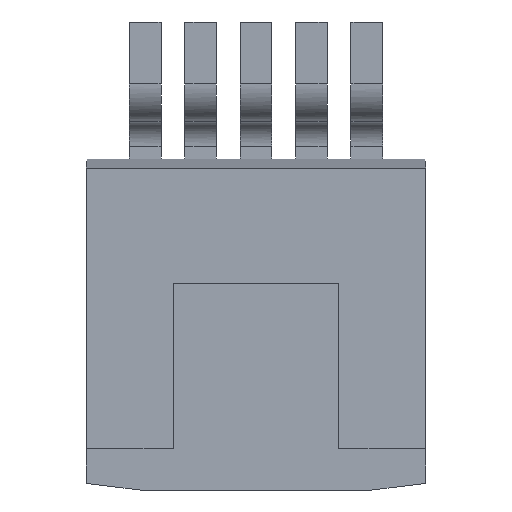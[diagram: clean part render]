
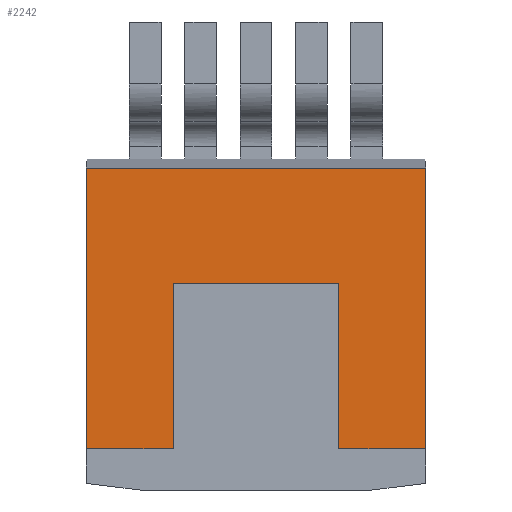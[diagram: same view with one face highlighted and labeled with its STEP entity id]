
A CAD part, front view. The second image highlights one B-rep face of the part: STEP entity #2242.
In plain terms, the highlighted planar face has unit normal (0, -1, 0).
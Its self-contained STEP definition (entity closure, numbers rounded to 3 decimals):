
#151 = CARTESIAN_POINT ( 'NONE',  ( 2.54, 0., 0.055 ) ) ;
#197 = DIRECTION ( 'NONE',  ( 0., 0., 1. ) ) ;
#337 = VERTEX_POINT ( 'NONE', #1559 ) ;
#608 = ORIENTED_EDGE ( 'NONE', *, *, #3978, .F. ) ;
#724 = CARTESIAN_POINT ( 'NONE',  ( -5.205, 0., -3.81 ) ) ;
#744 = EDGE_CURVE ( 'NONE', #4670, #4633, #8321, .T. ) ;
#757 = EDGE_CURVE ( 'NONE', #1205, #8031, #5605, .T. ) ;
#798 = EDGE_CURVE ( 'NONE', #4633, #337, #2662, .T. ) ;
#1132 = LINE ( 'NONE', #7439, #6483 ) ;
#1205 = VERTEX_POINT ( 'NONE', #2742 ) ;
#1424 = VERTEX_POINT ( 'NONE', #7217 ) ;
#1559 = CARTESIAN_POINT ( 'NONE',  ( 2.54, 0., -3.81 ) ) ;
#1576 = VECTOR ( 'NONE', #1728, 1000. ) ;
#1613 = CARTESIAN_POINT ( 'NONE',  ( 0., 0., 4.803 ) ) ;
#1728 = DIRECTION ( 'NONE',  ( -1., 0., 0. ) ) ;
#1900 = ORIENTED_EDGE ( 'NONE', *, *, #3620, .T. ) ;
#2120 = EDGE_CURVE ( 'NONE', #3520, #1424, #6923, .T. ) ;
#2171 = CARTESIAN_POINT ( 'NONE',  ( -2.54, 0., -3.81 ) ) ;
#2242 = ADVANCED_FACE ( 'NONE', ( #8592 ), #4540, .T. ) ;
#2256 = VECTOR ( 'NONE', #6122, 1000. ) ;
#2662 = LINE ( 'NONE', #151, #5204 ) ;
#2742 = CARTESIAN_POINT ( 'NONE',  ( -5.205, 0., -3.81 ) ) ;
#2987 = CARTESIAN_POINT ( 'NONE',  ( 5.205, 0., 4.803 ) ) ;
#3023 = ORIENTED_EDGE ( 'NONE', *, *, #744, .T. ) ;
#3047 = CARTESIAN_POINT ( 'NONE',  ( -2.54, 0., 0.055 ) ) ;
#3307 = VECTOR ( 'NONE', #6184, 1000. ) ;
#3402 = EDGE_CURVE ( 'NONE', #337, #4202, #5102, .T. ) ;
#3485 = DIRECTION ( 'NONE',  ( 0., 0., -1. ) ) ;
#3520 = VERTEX_POINT ( 'NONE', #2987 ) ;
#3550 = EDGE_LOOP ( 'NONE', ( #7191, #5742, #7189, #608, #5147, #1900, #3023, #7869 ) ) ;
#3620 = EDGE_CURVE ( 'NONE', #8031, #4670, #4366, .T. ) ;
#3978 = EDGE_CURVE ( 'NONE', #1205, #1424, #7258, .T. ) ;
#4165 = CARTESIAN_POINT ( 'NONE',  ( -5.205, 0., -4.877 ) ) ;
#4202 = VERTEX_POINT ( 'NONE', #7858 ) ;
#4215 = CARTESIAN_POINT ( 'NONE',  ( 2.54, 0., 1.27 ) ) ;
#4366 = LINE ( 'NONE', #3047, #7802 ) ;
#4540 = PLANE ( 'NONE',  #6738 ) ;
#4633 = VERTEX_POINT ( 'NONE', #4215 ) ;
#4670 = VERTEX_POINT ( 'NONE', #5666 ) ;
#4809 = DIRECTION ( 'NONE',  ( 1., 0., 0. ) ) ;
#5057 = DIRECTION ( 'NONE',  ( 0., 0., 1. ) ) ;
#5102 = LINE ( 'NONE', #724, #2256 ) ;
#5147 = ORIENTED_EDGE ( 'NONE', *, *, #757, .T. ) ;
#5204 = VECTOR ( 'NONE', #8202, 1000. ) ;
#5605 = LINE ( 'NONE', #6040, #6228 ) ;
#5666 = CARTESIAN_POINT ( 'NONE',  ( -2.54, 0., 1.27 ) ) ;
#5742 = ORIENTED_EDGE ( 'NONE', *, *, #6703, .F. ) ;
#5896 = DIRECTION ( 'NONE',  ( 1., 0., 0. ) ) ;
#6040 = CARTESIAN_POINT ( 'NONE',  ( -5.205, 0., -3.81 ) ) ;
#6122 = DIRECTION ( 'NONE',  ( 1., 0., 0. ) ) ;
#6184 = DIRECTION ( 'NONE',  ( 1., 0., 0. ) ) ;
#6228 = VECTOR ( 'NONE', #4809, 1000. ) ;
#6239 = CARTESIAN_POINT ( 'NONE',  ( 0., 0., 1.27 ) ) ;
#6483 = VECTOR ( 'NONE', #3485, 1000. ) ;
#6703 = EDGE_CURVE ( 'NONE', #3520, #4202, #1132, .T. ) ;
#6738 = AXIS2_PLACEMENT_3D ( 'NONE', #8471, #7201, #5896 ) ;
#6923 = LINE ( 'NONE', #1613, #1576 ) ;
#7189 = ORIENTED_EDGE ( 'NONE', *, *, #2120, .T. ) ;
#7191 = ORIENTED_EDGE ( 'NONE', *, *, #3402, .T. ) ;
#7201 = DIRECTION ( 'NONE',  ( 0., -1., 0. ) ) ;
#7217 = CARTESIAN_POINT ( 'NONE',  ( -5.205, 0., 4.803 ) ) ;
#7258 = LINE ( 'NONE', #4165, #7474 ) ;
#7439 = CARTESIAN_POINT ( 'NONE',  ( 5.205, 0., 5.08 ) ) ;
#7474 = VECTOR ( 'NONE', #197, 1000. ) ;
#7802 = VECTOR ( 'NONE', #5057, 1000. ) ;
#7858 = CARTESIAN_POINT ( 'NONE',  ( 5.205, 0., -3.81 ) ) ;
#7869 = ORIENTED_EDGE ( 'NONE', *, *, #798, .T. ) ;
#8031 = VERTEX_POINT ( 'NONE', #2171 ) ;
#8202 = DIRECTION ( 'NONE',  ( 0., 0., -1. ) ) ;
#8321 = LINE ( 'NONE', #6239, #3307 ) ;
#8471 = CARTESIAN_POINT ( 'NONE',  ( 0., 0., 0.055 ) ) ;
#8592 = FACE_OUTER_BOUND ( 'NONE', #3550, .T. ) ;
